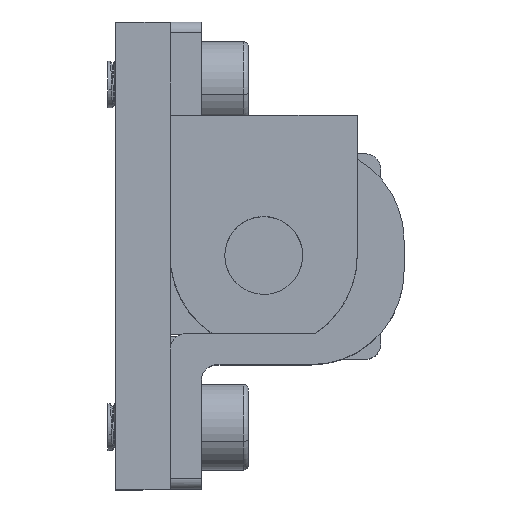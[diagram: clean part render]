
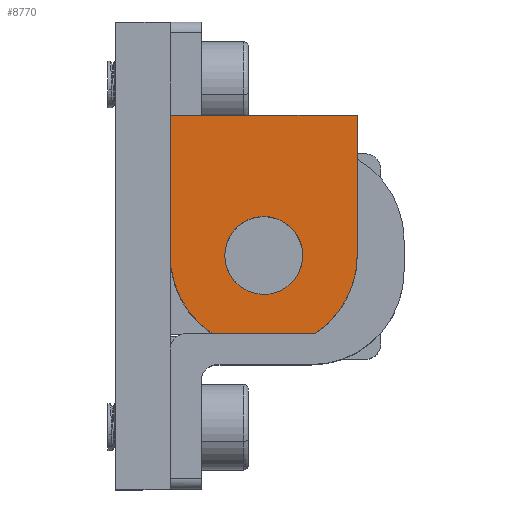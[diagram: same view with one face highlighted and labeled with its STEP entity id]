
A CAD part, top view. The second image highlights one B-rep face of the part: STEP entity #8770.
In plain terms, the highlighted face is planar.
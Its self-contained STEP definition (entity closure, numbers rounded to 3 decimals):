
#194 = EDGE_CURVE ( 'NONE', #17085, #3807, #17560, .T. ) ;
#405 = LINE ( 'NONE', #4321, #6985 ) ;
#530 = DIRECTION ( 'NONE',  ( 1., 0., 0. ) ) ;
#723 = VECTOR ( 'NONE', #530, 1000. ) ;
#807 = PLANE ( 'NONE',  #14615 ) ;
#882 = LINE ( 'NONE', #9400, #11741 ) ;
#968 = ORIENTED_EDGE ( 'NONE', *, *, #11534, .T. ) ;
#1156 = ORIENTED_EDGE ( 'NONE', *, *, #2737, .T. ) ;
#1328 = EDGE_CURVE ( 'NONE', #17463, #11895, #11643, .T. ) ;
#1446 = DIRECTION ( 'NONE',  ( 0., 1., 0. ) ) ;
#1813 = VECTOR ( 'NONE', #8090, 1000. ) ;
#1868 = CARTESIAN_POINT ( 'NONE',  ( 0.099, -22., -4.966 ) ) ;
#1888 = AXIS2_PLACEMENT_3D ( 'NONE', #16628, #13965, #11034 ) ;
#1956 = ORIENTED_EDGE ( 'NONE', *, *, #13167, .T. ) ;
#2019 = DIRECTION ( 'NONE',  ( 0., 0., 1. ) ) ;
#2682 = CARTESIAN_POINT ( 'NONE',  ( 2.775, -22., -9.967 ) ) ;
#2737 = EDGE_CURVE ( 'NONE', #11895, #17379, #14524, .T. ) ;
#3123 = AXIS2_PLACEMENT_3D ( 'NONE', #10550, #15964, #15792 ) ;
#3216 = CARTESIAN_POINT ( 'NONE',  ( 12.099, -22., -4.966 ) ) ;
#3251 = DIRECTION ( 'NONE',  ( 0., 0., -1. ) ) ;
#3662 = CARTESIAN_POINT ( 'NONE',  ( 0.099, -22., 4.034 ) ) ;
#3807 = VERTEX_POINT ( 'NONE', #11297 ) ;
#4016 = LINE ( 'NONE', #2682, #1813 ) ;
#4061 = CIRCLE ( 'NONE', #5475, 2.5 ) ;
#4321 = CARTESIAN_POINT ( 'NONE',  ( 0.099, -22., 4.034 ) ) ;
#4436 = VECTOR ( 'NONE', #2019, 1000. ) ;
#4552 = CARTESIAN_POINT ( 'NONE',  ( 5.763, -22., -2.488 ) ) ;
#5028 = ORIENTED_EDGE ( 'NONE', *, *, #1328, .T. ) ;
#5315 = VERTEX_POINT ( 'NONE', #3216 ) ;
#5399 = EDGE_CURVE ( 'NONE', #11054, #17463, #4061, .T. ) ;
#5444 = DIRECTION ( 'NONE',  ( -1., 0., 0. ) ) ;
#5475 = AXIS2_PLACEMENT_3D ( 'NONE', #14228, #6221, #17253 ) ;
#5670 = CIRCLE ( 'NONE', #10204, 2.5 ) ;
#5744 = EDGE_CURVE ( 'NONE', #16123, #15000, #882, .T. ) ;
#5797 = CARTESIAN_POINT ( 'NONE',  ( 3.592, -22., -4.967 ) ) ;
#6087 = VERTEX_POINT ( 'NONE', #11360 ) ;
#6221 = DIRECTION ( 'NONE',  ( 0., 1., 0. ) ) ;
#6390 = DIRECTION ( 'NONE',  ( -1., 0., 0. ) ) ;
#6985 = VECTOR ( 'NONE', #3251, 1000. ) ;
#7003 = DIRECTION ( 'NONE',  ( 0., -1., 0. ) ) ;
#7031 = EDGE_LOOP ( 'NONE', ( #11724, #5028, #1156, #8289 ) ) ;
#7093 = EDGE_CURVE ( 'NONE', #3807, #6087, #4016, .T. ) ;
#7100 = ORIENTED_EDGE ( 'NONE', *, *, #5744, .T. ) ;
#7277 = CIRCLE ( 'NONE', #1888, 6. ) ;
#7288 = ORIENTED_EDGE ( 'NONE', *, *, #194, .T. ) ;
#7701 = LINE ( 'NONE', #11538, #4436 ) ;
#8090 = DIRECTION ( 'NONE',  ( 1., 0., 0. ) ) ;
#8289 = ORIENTED_EDGE ( 'NONE', *, *, #14772, .T. ) ;
#8770 = ADVANCED_FACE ( 'NONE', ( #16631, #11387 ), #807, .T. ) ;
#9195 = VERTEX_POINT ( 'NONE', #17309 ) ;
#9400 = CARTESIAN_POINT ( 'NONE',  ( 12.099, -22., 4.034 ) ) ;
#9417 = AXIS2_PLACEMENT_3D ( 'NONE', #9604, #13426, #16440 ) ;
#9593 = CARTESIAN_POINT ( 'NONE',  ( 12.099, -22., 4.034 ) ) ;
#9604 = CARTESIAN_POINT ( 'NONE',  ( 6.092, -22., -4.967 ) ) ;
#9850 = DIRECTION ( 'NONE',  ( -0.553, 0., 0.833 ) ) ;
#9966 = DIRECTION ( 'NONE',  ( 0., 0., -1. ) ) ;
#10204 = AXIS2_PLACEMENT_3D ( 'NONE', #16372, #1446, #5444 ) ;
#10550 = CARTESIAN_POINT ( 'NONE',  ( 6.099, -22., -4.966 ) ) ;
#10954 = CARTESIAN_POINT ( 'NONE',  ( 6.099, -22., -2.466 ) ) ;
#10989 = ORIENTED_EDGE ( 'NONE', *, *, #13774, .T. ) ;
#11034 = DIRECTION ( 'NONE',  ( 0.553, 0., -0.833 ) ) ;
#11054 = VERTEX_POINT ( 'NONE', #4552 ) ;
#11271 = CARTESIAN_POINT ( 'NONE',  ( 6.092, -22., -4.967 ) ) ;
#11297 = CARTESIAN_POINT ( 'NONE',  ( 2.775, -22., -9.967 ) ) ;
#11302 = CARTESIAN_POINT ( 'NONE',  ( 6.095, -22., -2.966 ) ) ;
#11360 = CARTESIAN_POINT ( 'NONE',  ( 9.408, -22., -9.967 ) ) ;
#11387 = FACE_OUTER_BOUND ( 'NONE', #12238, .T. ) ;
#11534 = EDGE_CURVE ( 'NONE', #6087, #9195, #7277, .T. ) ;
#11538 = CARTESIAN_POINT ( 'NONE',  ( 12.099, -22., -4.966 ) ) ;
#11643 = CIRCLE ( 'NONE', #3123, 2.5 ) ;
#11724 = ORIENTED_EDGE ( 'NONE', *, *, #5399, .T. ) ;
#11741 = VECTOR ( 'NONE', #6390, 1000. ) ;
#11895 = VERTEX_POINT ( 'NONE', #15516 ) ;
#12238 = EDGE_LOOP ( 'NONE', ( #14832, #968, #10989, #1956, #7100, #12940, #7288 ) ) ;
#12940 = ORIENTED_EDGE ( 'NONE', *, *, #14534, .T. ) ;
#13167 = EDGE_CURVE ( 'NONE', #5315, #16123, #7701, .T. ) ;
#13426 = DIRECTION ( 'NONE',  ( 0., 1., 0. ) ) ;
#13774 = EDGE_CURVE ( 'NONE', #9195, #5315, #14041, .T. ) ;
#13965 = DIRECTION ( 'NONE',  ( 0., -1., 0. ) ) ;
#14041 = LINE ( 'NONE', #1868, #723 ) ;
#14228 = CARTESIAN_POINT ( 'NONE',  ( 6.099, -22., -4.966 ) ) ;
#14440 = AXIS2_PLACEMENT_3D ( 'NONE', #11271, #7003, #9850 ) ;
#14524 = CIRCLE ( 'NONE', #9417, 2.5 ) ;
#14534 = EDGE_CURVE ( 'NONE', #15000, #17085, #405, .T. ) ;
#14615 = AXIS2_PLACEMENT_3D ( 'NONE', #11302, #15642, #9966 ) ;
#14772 = EDGE_CURVE ( 'NONE', #17379, #11054, #5670, .T. ) ;
#14832 = ORIENTED_EDGE ( 'NONE', *, *, #7093, .T. ) ;
#15000 = VERTEX_POINT ( 'NONE', #3662 ) ;
#15516 = CARTESIAN_POINT ( 'NONE',  ( 6.428, -22., -7.444 ) ) ;
#15578 = CARTESIAN_POINT ( 'NONE',  ( 0.099, -22., -4.675 ) ) ;
#15642 = DIRECTION ( 'NONE',  ( 0., -1., 0. ) ) ;
#15792 = DIRECTION ( 'NONE',  ( -1., 0., 0. ) ) ;
#15964 = DIRECTION ( 'NONE',  ( 0., 1., 0. ) ) ;
#16123 = VERTEX_POINT ( 'NONE', #9593 ) ;
#16372 = CARTESIAN_POINT ( 'NONE',  ( 6.092, -22., -4.967 ) ) ;
#16440 = DIRECTION ( 'NONE',  ( -1., 0., 0. ) ) ;
#16628 = CARTESIAN_POINT ( 'NONE',  ( 6.092, -22., -4.967 ) ) ;
#16631 = FACE_BOUND ( 'NONE', #7031, .T. ) ;
#17085 = VERTEX_POINT ( 'NONE', #15578 ) ;
#17253 = DIRECTION ( 'NONE',  ( -1., 0., 0. ) ) ;
#17309 = CARTESIAN_POINT ( 'NONE',  ( 12.092, -22., -4.966 ) ) ;
#17379 = VERTEX_POINT ( 'NONE', #5797 ) ;
#17463 = VERTEX_POINT ( 'NONE', #10954 ) ;
#17560 = CIRCLE ( 'NONE', #14440, 6. ) ;
